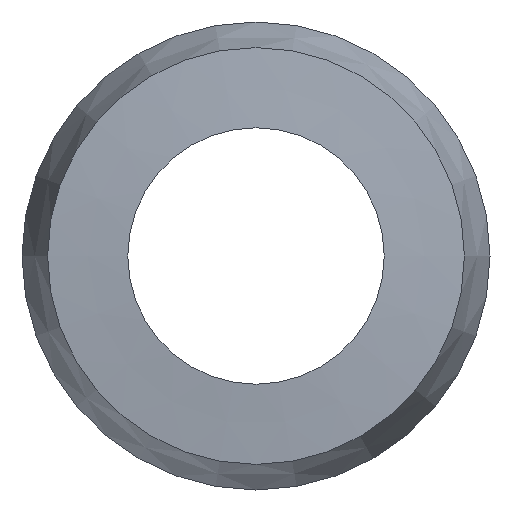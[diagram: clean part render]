
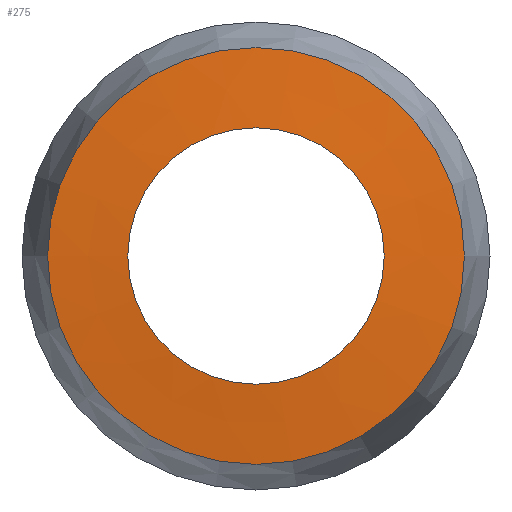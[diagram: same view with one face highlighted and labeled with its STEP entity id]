
A CAD part, left-side view. The second image highlights one B-rep face of the part: STEP entity #275.
In plain terms, the highlighted conical face has half-angle 85 degrees and reference radius 13.127 mm.
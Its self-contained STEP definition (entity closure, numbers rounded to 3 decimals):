
#15=CONICAL_SURFACE('',#309,13.126,85.);
#36=FACE_BOUND('',#90,.T.);
#59=FACE_OUTER_BOUND('',#89,.T.);
#89=EDGE_LOOP('',(#204));
#90=EDGE_LOOP('',(#205));
#129=CIRCLE('',#308,16.253);
#130=CIRCLE('',#310,10.);
#152=VERTEX_POINT('',#457);
#153=VERTEX_POINT('',#460);
#175=EDGE_CURVE('',#152,#152,#129,.T.);
#176=EDGE_CURVE('',#153,#153,#130,.T.);
#204=ORIENTED_EDGE('',*,*,#176,.F.);
#205=ORIENTED_EDGE('',*,*,#175,.T.);
#275=ADVANCED_FACE('',(#59,#36),#15,.T.);
#308=AXIS2_PLACEMENT_3D('',#458,#371,#372);
#309=AXIS2_PLACEMENT_3D('',#459,#373,#374);
#310=AXIS2_PLACEMENT_3D('',#461,#375,#376);
#371=DIRECTION('center_axis',(-1.,0.,0.));
#372=DIRECTION('ref_axis',(0.,0.,1.));
#373=DIRECTION('center_axis',(1.,0.,0.));
#374=DIRECTION('ref_axis',(0.,1.,0.));
#375=DIRECTION('center_axis',(-1.,0.,0.));
#376=DIRECTION('ref_axis',(0.,0.,1.));
#457=CARTESIAN_POINT('',(-68.453,16.253,0.));
#458=CARTESIAN_POINT('Origin',(-68.453,0.,0.));
#459=CARTESIAN_POINT('Origin',(-68.726,0.,0.));
#460=CARTESIAN_POINT('',(-69.,10.,0.));
#461=CARTESIAN_POINT('Origin',(-69.,0.,0.));
